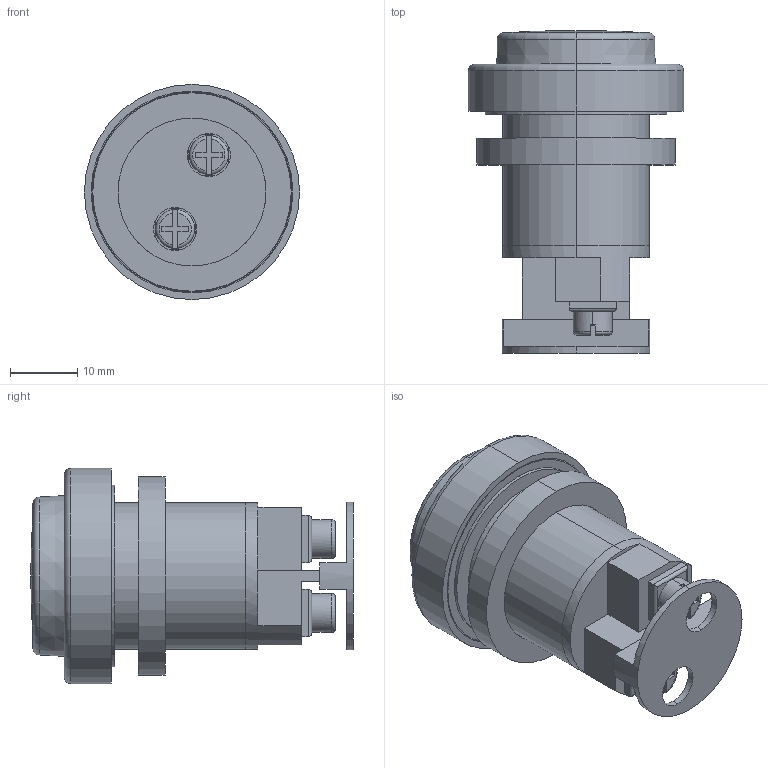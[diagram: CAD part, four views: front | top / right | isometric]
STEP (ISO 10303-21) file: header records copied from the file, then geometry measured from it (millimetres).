
FILE_DESCRIPTION (( 'STEP AP214' ), '1' );
FILE_NAME ('DR22E3L-E3SZA.step', '2017-08-29T15:13:03', ( '' ), ( '' ), 'SwSTEP 2.0', 'SolidWorks 2017', '' );
FILE_SCHEMA (( 'AUTOMOTIVE_DESIGN' ));
Length unit declared in the file: millimetre
Products named in the file (1): DR22E3L-E3SZA
Bounding box: 32 x 48 x 32 mm (x, y, z)
Volume: 19463.2 mm3; surface area: 11440.4 mm2
Topology: 11 solids, 11 shells, 126 faces, 292 edges, 191 vertices
Faces by surface type: plane 76, cylinder 38, torus 8, sphere 2, cone 2
Entity records: 3752 total; most frequent: CARTESIAN_POINT 674, DIRECTION 626, ORIENTED_EDGE 584, EDGE_CURVE 292, AXIS2_PLACEMENT_3D 223, VERTEX_POINT 191, VECTOR 180, LINE 180
